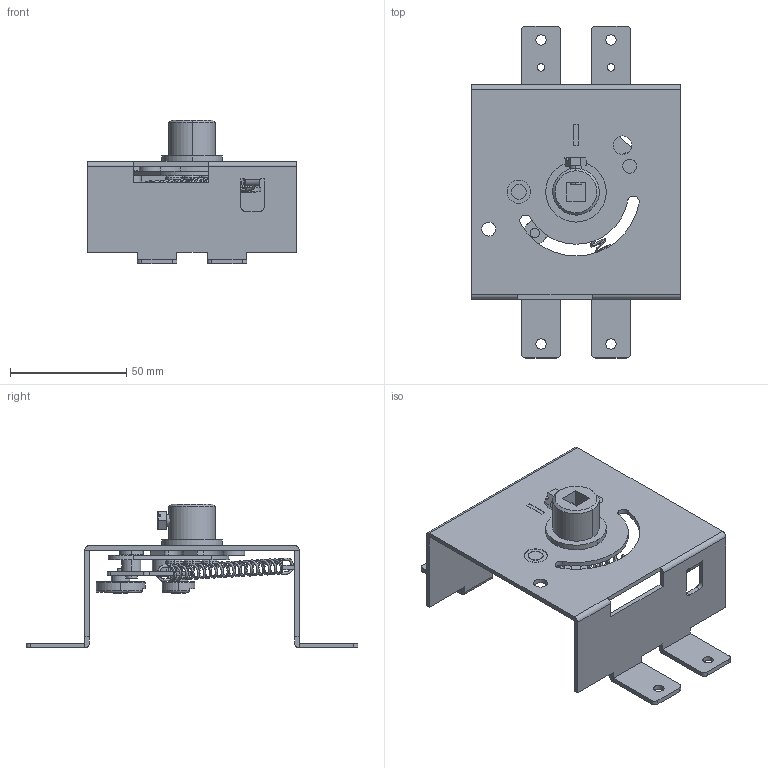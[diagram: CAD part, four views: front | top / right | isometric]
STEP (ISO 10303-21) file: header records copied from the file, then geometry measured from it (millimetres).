
FILE_DESCRIPTION((''),'2;1');
FILE_NAME('ERH-M2-V01_ASM','2022-11-29T19:18:33',('hguangz'),(''),'CREO PARAMETRIC BY PTC INC, 2020044','CREO PARAMETRIC BY PTC INC, 2020044','');
FILE_SCHEMA(('CONFIG_CONTROL_DESIGN','SHAPE_APPEARANCE_LAYERS_GROUPS'));
Length unit declared in the file: metre
Products named in the file (30): 300; WF8_205_692; WF8_205_592; 1100; WF8_200_500; 5X800; WF8_205_693-70; 21MM; WF8_205_693-55; 14MM; WF8_232_524; WF8_156_514; 900; 800; 700; 5_100; 5_200; 5_300; 5_400; 500_ASM; 200_ASM; _X2_5F397C27_X0__1; _X2_5F397C27_X0__2; _X2_5F397C27_X0__3; _X2_5F397C27_X0__4; _X2_5F397C27_X0__5; _X2_5F397C27_X0__ASM; 00_ASM; MIDI0E901A3DFR9X_17; ERH-M2-V01_ASM
Assembly tree (32 placements, depth 4):
  ERH-M2-V01_ASM
    200_ASM
      300
      WF8_205_692
      WF8_205_592
      1100
      WF8_200_500
      5X800
      WF8_205_693-70
      21MM
      WF8_205_693-55
      14MM
      WF8_232_524
      WF8_156_514
      900
      800
      700
      500_ASM
        5_100
        5_200
        5_300
        5_400
    00_ASM
      _X2_5F397C27_X0__ASM
        _X2_5F397C27_X0__1
        _X2_5F397C27_X0__2
        _X2_5F397C27_X0__3
        _X2_5F397C27_X0__4
        _X2_5F397C27_X0__5
    MIDI0E901A3DFR9X_17  x4
Bounding box: 90 x 142.5 x 61.8 mm (x, y, z)
Volume: 47655.9 mm3; surface area: 51117.2 mm2
Topology: 28 solids, 28 shells, 488 faces, 1208 edges, 794 vertices
Faces by surface type: plane 257, cylinder 183, cone 28, torus 10, bspline 10
Entity records: 39317 total; most frequent: CARTESIAN_POINT 27121, DIRECTION 2289, ORIENTED_EDGE 1952, EDGE_CURVE 976, AXIS2_PLACEMENT_3D 876, VERTEX_POINT 650, VECTOR 537, LINE 537
